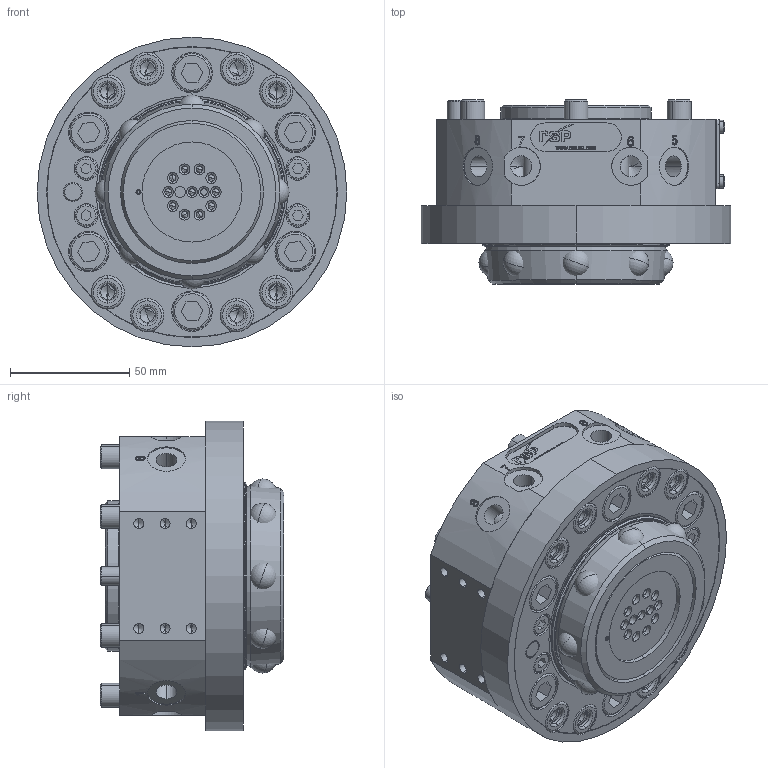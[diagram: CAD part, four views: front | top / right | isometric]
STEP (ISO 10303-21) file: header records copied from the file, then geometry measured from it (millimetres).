
FILE_DESCRIPTION (( 'STEP AP203' ), '1' );
FILE_NAME ('P0401.STEP', '2018-11-29T08:48:31', ( '' ), ( '' ), 'SwSTEP 2.0', 'SolidWorks 2017', '' );
FILE_SCHEMA (( 'CONFIG_CONTROL_DESIGN' ));
Length unit declared in the file: millimetre
Products named in the file (1): P0401
Bounding box: 130 x 77.2 x 130 mm (x, y, z)
Volume: 817650.7 mm3; surface area: 167097.2 mm2
Topology: 59 solids, 71 shells, 1520 faces, 3694 edges, 2336 vertices
Faces by surface type: plane 545, cylinder 418, bspline 210, cone 153, torus 148, sphere 46
Entity records: 59140 total; most frequent: CARTESIAN_POINT 24721, ORIENTED_EDGE 7086, DIRECTION 6902, EDGE_CURVE 3543, AXIS2_PLACEMENT_3D 2589, VERTEX_POINT 2279, EDGE_LOOP 1750, VECTOR 1724
